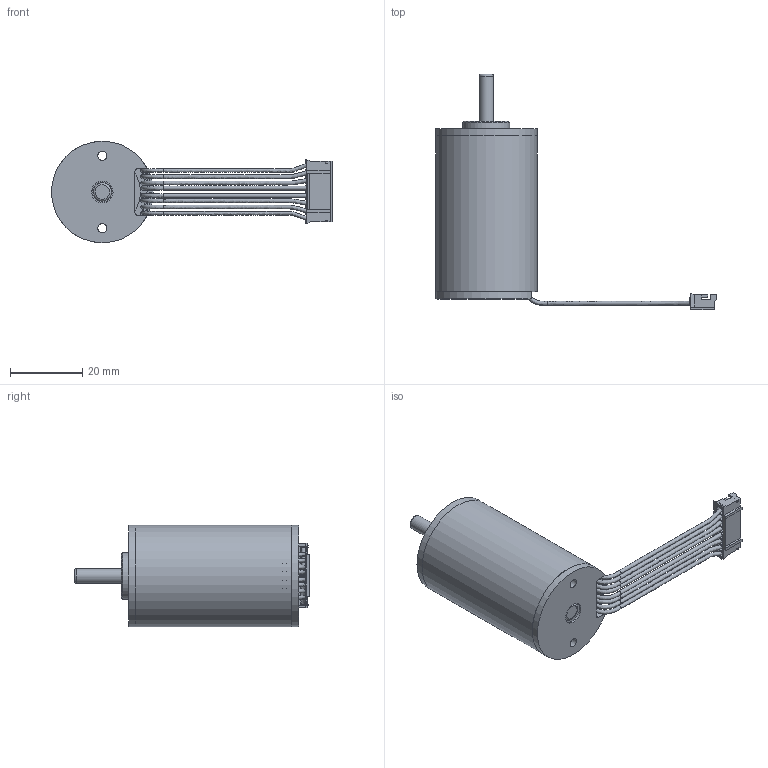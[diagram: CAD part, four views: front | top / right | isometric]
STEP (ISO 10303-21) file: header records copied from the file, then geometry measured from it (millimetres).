
FILE_DESCRIPTION (( 'STEP AP203' ), '1' );
FILE_NAME ('BL2847.STEP', '2025-12-02T09:03:42', ( 'Windows 蚚誧' ), ( 'Organization' ), 'SwSTEP 2.0', 'SolidWorks 2024', '' );
FILE_SCHEMA (( 'CONFIG_CONTROL_DESIGN' ));
Length unit declared in the file: millimetre
Products named in the file (1): BL2847
Bounding box: 77.51 x 64.95 x 28 mm (x, y, z)
Surface area: 17131.8 mm2 (no closed solid volume)
Topology: 0 solids, 31 shells, 660 faces, 2174 edges, 1476 vertices
Faces by surface type: plane 402, sphere 120, cylinder 67, torus 51, bspline 14, cone 6
Full cylindrical faces by diameter (mm): 1.1 x10, 2.5 x4, 4 x1, 4.3 x1, 5 x3, 6 x1, 7.35 x4, 8.096 x4, 8.903 x1, 8.904 x1, 10.146 x1, 10.147 x1, 11 x2, 11.7 x8, 13 x5, 25 x1, 26 x2, 26.8 x1, 27 x2, 27.3 x1, 28 x2
Entity records: 27434 total; most frequent: CARTESIAN_POINT 8926, ORIENTED_EDGE 3768, DIRECTION 3537, EDGE_CURVE 2072, VERTEX_POINT 1459, AXIS2_PLACEMENT_3D 1194, LINE 1149, VECTOR 1149
